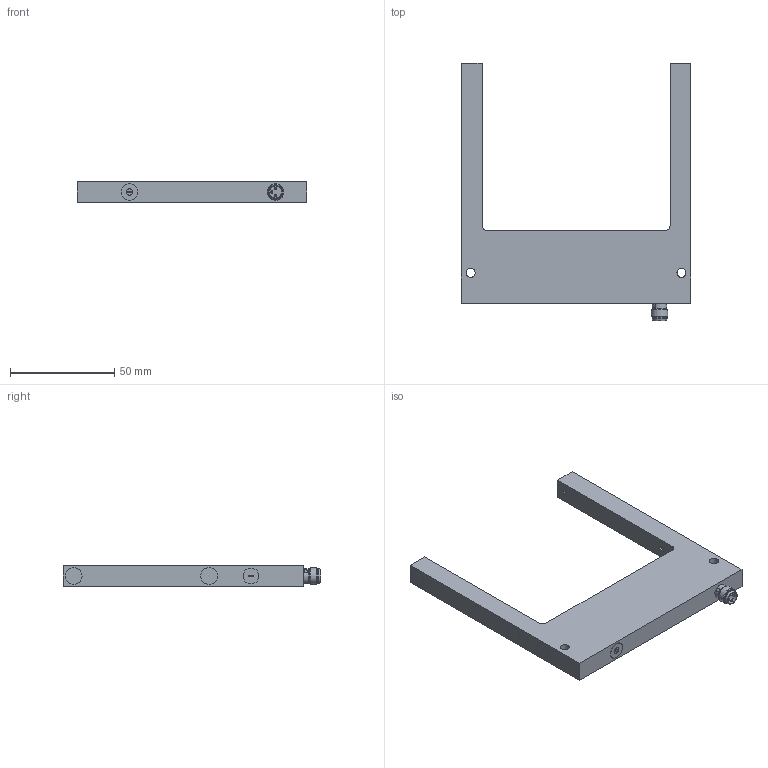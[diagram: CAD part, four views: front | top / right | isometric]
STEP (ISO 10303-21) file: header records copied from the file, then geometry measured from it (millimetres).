
FILE_DESCRIPTION(/* description */ ('DISO X XXX'),/* implementation_level */ '2;1');
FILE_NAME(/* name */ 'ODG 90 X3K-TSSL.stp',/* time_stamp */ '2016-12-13T08:18:48+01:00',/* author */ ('lck'),/* organization */ ('di-soric GmbH & Co. KG'),/* preprocessor_version */ 'ST-DEVELOPER v16.1',/* originating_system */ 'Autodesk Inventor 2016',/* authorisation */ '');
FILE_SCHEMA (('AUTOMOTIVE_DESIGN { 1 0 10303 214 3 1 1 }'));
Length unit declared in the file: millimetre
Products named in the file (1): Bauteil3
Bounding box: 110.1 x 123.5 x 10 mm (x, y, z)
Volume: 54378.1 mm3; surface area: 18364.3 mm2
Topology: 7 solids, 7 shells, 192 faces, 374 edges, 235 vertices
Faces by surface type: plane 100, cylinder 79, cone 10, sphere 3
Full cylindrical faces by diameter (mm): 1 x3, 1.567 x1, 2 x6, 4.3 x2, 5 x4, 5.7 x1, 5.8 x2, 6.4 x1, 6.6 x2, 6.7 x5, 6.9 x1, 7.2 x1, 7.6 x1, 7.9 x1, 8 x1, 8.08 x4, 8.1 x5
Entity records: 4911 total; most frequent: CARTESIAN_POINT 1073, DIRECTION 778, ORIENTED_EDGE 612, AXIS2_PLACEMENT_3D 324, EDGE_CURVE 302, EDGE_LOOP 291, VERTEX_POINT 217, FACE_OUTER_BOUND 192
